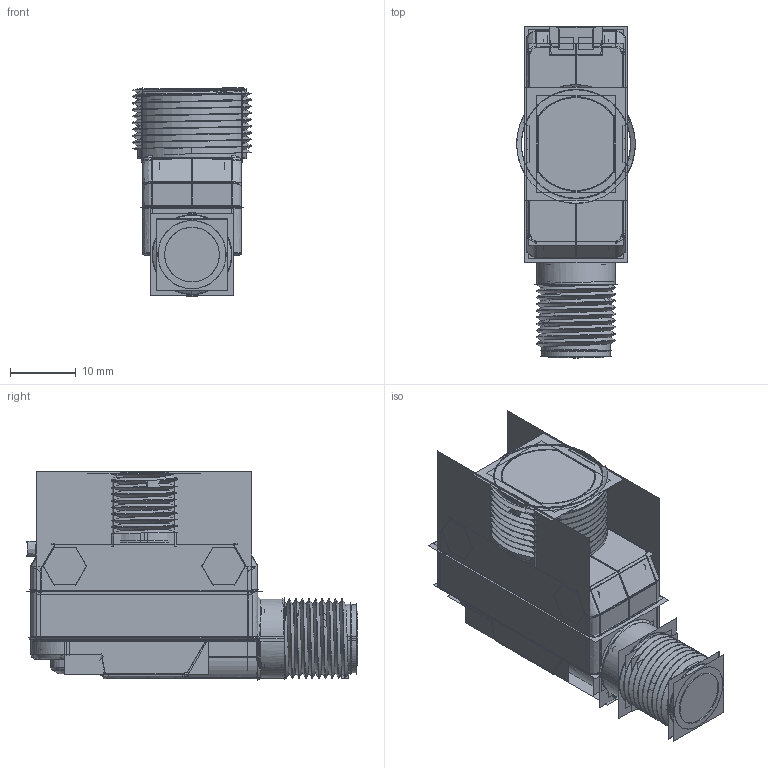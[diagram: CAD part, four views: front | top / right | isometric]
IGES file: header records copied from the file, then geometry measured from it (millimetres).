
Start section:  PTC IGES file: 194504.igs
Global section: file name: 194504.igs; native system: Creo Parametric by Parametric Technology Corporation; preprocessor: 2016010; author: PDMAdmin; organization: Unknown; date: 20160510.135819; units: millimetre
Bounding box: 18 x 50.37 x 31.74 mm (x, y, z)
Volume: 6146.4 mm3; surface area: 78965.5 mm2
Topology: 10 solids, 13 shells, 2892 faces, 14230 edges, 17674 vertices
Faces by surface type: bspline 1712, revolution 1180
